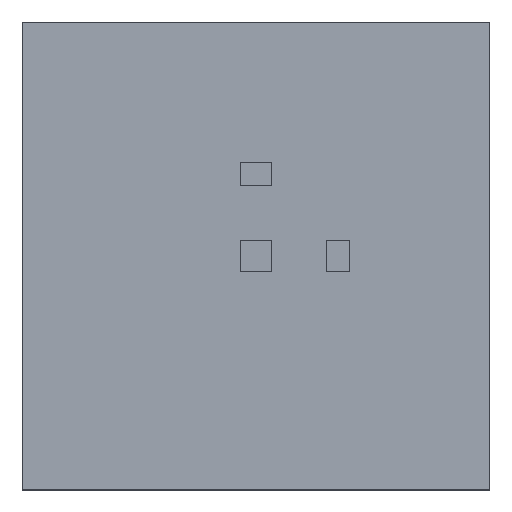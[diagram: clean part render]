
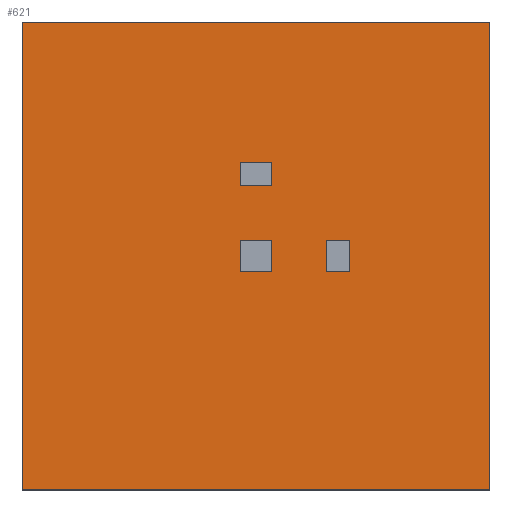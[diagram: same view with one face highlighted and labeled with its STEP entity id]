
A CAD part, top view. The second image highlights one B-rep face of the part: STEP entity #621.
In plain terms, the highlighted planar face has unit normal (0, 0, 1).
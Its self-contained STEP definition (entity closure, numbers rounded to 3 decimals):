
#1 = DIRECTION ( 'NONE',  ( -1., 0., 0. ) ) ;
#2 = EDGE_CURVE ( 'NONE', #523, #345, #182, .T. ) ;
#4 = LINE ( 'NONE', #59, #14 ) ;
#7 = DIRECTION ( 'NONE',  ( 0., 1., 0. ) ) ;
#14 = VECTOR ( 'NONE', #7, 1000. ) ;
#20 = ORIENTED_EDGE ( 'NONE', *, *, #71, .F. ) ;
#21 = CARTESIAN_POINT ( 'NONE',  ( -212.409, -152.19, 10. ) ) ;
#23 = LINE ( 'NONE', #431, #187 ) ;
#30 = DIRECTION ( 'NONE',  ( 1., 0., 0. ) ) ;
#31 = LINE ( 'NONE', #338, #306 ) ;
#33 = VECTOR ( 'NONE', #486, 1000. ) ;
#40 = ORIENTED_EDGE ( 'NONE', *, *, #298, .F. ) ;
#44 = EDGE_LOOP ( 'NONE', ( #527, #40, #20, #293 ) ) ;
#47 = LINE ( 'NONE', #247, #438 ) ;
#56 = CARTESIAN_POINT ( 'NONE',  ( -17.409, -12.19, 10. ) ) ;
#59 = CARTESIAN_POINT ( 'NONE',  ( 87.591, 147.81, 10. ) ) ;
#68 = ORIENTED_EDGE ( 'NONE', *, *, #200, .T. ) ;
#71 = EDGE_CURVE ( 'NONE', #580, #192, #307, .T. ) ;
#74 = ORIENTED_EDGE ( 'NONE', *, *, #2, .F. ) ;
#79 = DIRECTION ( 'NONE',  ( 0., -1., 0. ) ) ;
#83 = VECTOR ( 'NONE', #1, 1000. ) ;
#87 = CARTESIAN_POINT ( 'NONE',  ( -72.409, 57.81, 10. ) ) ;
#99 = CARTESIAN_POINT ( 'NONE',  ( -2.409, 7.81, 10. ) ) ;
#101 = DIRECTION ( 'NONE',  ( -1., 0., 0. ) ) ;
#107 = VECTOR ( 'NONE', #101, 1000. ) ;
#109 = VECTOR ( 'NONE', #482, 1000. ) ;
#116 = EDGE_CURVE ( 'NONE', #345, #522, #506, .T. ) ;
#118 = VECTOR ( 'NONE', #154, 1000. ) ;
#125 = VERTEX_POINT ( 'NONE', #87 ) ;
#127 = EDGE_CURVE ( 'NONE', #398, #624, #456, .T. ) ;
#128 = DIRECTION ( 'NONE',  ( 0., 0., 1. ) ) ;
#131 = VECTOR ( 'NONE', #336, 1000. ) ;
#132 = PLANE ( 'NONE',  #217 ) ;
#133 = LINE ( 'NONE', #276, #109 ) ;
#136 = DIRECTION ( 'NONE',  ( -1., 0., 0. ) ) ;
#142 = CARTESIAN_POINT ( 'NONE',  ( 87.591, -152.19, 10. ) ) ;
#143 = ORIENTED_EDGE ( 'NONE', *, *, #528, .T. ) ;
#145 = CARTESIAN_POINT ( 'NONE',  ( -72.409, 57.81, 10. ) ) ;
#147 = VERTEX_POINT ( 'NONE', #215 ) ;
#149 = LINE ( 'NONE', #659, #107 ) ;
#154 = DIRECTION ( 'NONE',  ( 0., 1., 0. ) ) ;
#180 = LINE ( 'NONE', #21, #623 ) ;
#182 = LINE ( 'NONE', #245, #183 ) ;
#183 = VECTOR ( 'NONE', #501, 1000. ) ;
#187 = VECTOR ( 'NONE', #533, 1000. ) ;
#192 = VERTEX_POINT ( 'NONE', #622 ) ;
#200 = EDGE_CURVE ( 'NONE', #370, #398, #4, .T. ) ;
#206 = CARTESIAN_POINT ( 'NONE',  ( -52.409, 7.81, 10. ) ) ;
#215 = CARTESIAN_POINT ( 'NONE',  ( -72.409, 42.81, 10. ) ) ;
#217 = AXIS2_PLACEMENT_3D ( 'NONE', #635, #128, #380 ) ;
#219 = VERTEX_POINT ( 'NONE', #315 ) ;
#227 = ORIENTED_EDGE ( 'NONE', *, *, #127, .T. ) ;
#228 = FACE_BOUND ( 'NONE', #44, .T. ) ;
#231 = CARTESIAN_POINT ( 'NONE',  ( -72.409, 42.81, 10. ) ) ;
#240 = DIRECTION ( 'NONE',  ( 0., 1., 0. ) ) ;
#245 = CARTESIAN_POINT ( 'NONE',  ( -17.409, -12.19, 10. ) ) ;
#247 = CARTESIAN_POINT ( 'NONE',  ( -72.409, 7.81, 10. ) ) ;
#265 = VERTEX_POINT ( 'NONE', #646 ) ;
#267 = ORIENTED_EDGE ( 'NONE', *, *, #323, .F. ) ;
#274 = ORIENTED_EDGE ( 'NONE', *, *, #406, .F. ) ;
#276 = CARTESIAN_POINT ( 'NONE',  ( -52.409, 7.81, 10. ) ) ;
#285 = ORIENTED_EDGE ( 'NONE', *, *, #116, .F. ) ;
#288 = CARTESIAN_POINT ( 'NONE',  ( -72.409, -12.19, 10. ) ) ;
#293 = ORIENTED_EDGE ( 'NONE', *, *, #566, .F. ) ;
#295 = LINE ( 'NONE', #500, #383 ) ;
#298 = EDGE_CURVE ( 'NONE', #192, #125, #381, .T. ) ;
#306 = VECTOR ( 'NONE', #396, 1000. ) ;
#307 = LINE ( 'NONE', #449, #337 ) ;
#315 = CARTESIAN_POINT ( 'NONE',  ( -52.409, -12.19, 10. ) ) ;
#320 = ORIENTED_EDGE ( 'NONE', *, *, #502, .F. ) ;
#323 = EDGE_CURVE ( 'NONE', #522, #265, #31, .T. ) ;
#330 = EDGE_LOOP ( 'NONE', ( #274, #267, #285, #74 ) ) ;
#336 = DIRECTION ( 'NONE',  ( 1., 0., 0. ) ) ;
#337 = VECTOR ( 'NONE', #240, 1000. ) ;
#338 = CARTESIAN_POINT ( 'NONE',  ( -17.409, 7.81, 10. ) ) ;
#342 = LINE ( 'NONE', #543, #33 ) ;
#345 = VERTEX_POINT ( 'NONE', #642 ) ;
#352 = CARTESIAN_POINT ( 'NONE',  ( -72.409, 7.81, 10. ) ) ;
#370 = VERTEX_POINT ( 'NONE', #142 ) ;
#371 = EDGE_CURVE ( 'NONE', #125, #147, #342, .T. ) ;
#377 = ORIENTED_EDGE ( 'NONE', *, *, #471, .F. ) ;
#380 = DIRECTION ( 'NONE',  ( 1., 0., 0. ) ) ;
#381 = LINE ( 'NONE', #145, #473 ) ;
#382 = EDGE_LOOP ( 'NONE', ( #377, #320, #386, #497 ) ) ;
#383 = VECTOR ( 'NONE', #656, 1000. ) ;
#384 = VECTOR ( 'NONE', #79, 1000. ) ;
#386 = ORIENTED_EDGE ( 'NONE', *, *, #415, .F. ) ;
#396 = DIRECTION ( 'NONE',  ( -1., 0., 0. ) ) ;
#398 = VERTEX_POINT ( 'NONE', #651 ) ;
#402 = DIRECTION ( 'NONE',  ( 0., -1., 0. ) ) ;
#406 = EDGE_CURVE ( 'NONE', #265, #523, #478, .T. ) ;
#415 = EDGE_CURVE ( 'NONE', #219, #483, #133, .T. ) ;
#420 = EDGE_CURVE ( 'NONE', #627, #219, #23, .T. ) ;
#426 = ORIENTED_EDGE ( 'NONE', *, *, #589, .T. ) ;
#431 = CARTESIAN_POINT ( 'NONE',  ( -72.409, -12.19, 10. ) ) ;
#434 = FACE_BOUND ( 'NONE', #330, .T. ) ;
#438 = VECTOR ( 'NONE', #402, 1000. ) ;
#439 = CARTESIAN_POINT ( 'NONE',  ( -212.409, 147.81, 10. ) ) ;
#444 = CARTESIAN_POINT ( 'NONE',  ( -52.409, 42.81, 10. ) ) ;
#449 = CARTESIAN_POINT ( 'NONE',  ( -52.409, 57.81, 10. ) ) ;
#456 = LINE ( 'NONE', #540, #83 ) ;
#471 = EDGE_CURVE ( 'NONE', #475, #627, #47, .T. ) ;
#473 = VECTOR ( 'NONE', #136, 1000. ) ;
#475 = VERTEX_POINT ( 'NONE', #352 ) ;
#477 = VERTEX_POINT ( 'NONE', #557 ) ;
#478 = LINE ( 'NONE', #530, #384 ) ;
#482 = DIRECTION ( 'NONE',  ( 0., 1., 0. ) ) ;
#483 = VERTEX_POINT ( 'NONE', #206 ) ;
#486 = DIRECTION ( 'NONE',  ( 0., -1., 0. ) ) ;
#490 = EDGE_LOOP ( 'NONE', ( #143, #426, #68, #227 ) ) ;
#497 = ORIENTED_EDGE ( 'NONE', *, *, #420, .F. ) ;
#500 = CARTESIAN_POINT ( 'NONE',  ( -212.409, 147.81, 10. ) ) ;
#501 = DIRECTION ( 'NONE',  ( 1., 0., 0. ) ) ;
#502 = EDGE_CURVE ( 'NONE', #483, #475, #149, .T. ) ;
#506 = LINE ( 'NONE', #610, #118 ) ;
#522 = VERTEX_POINT ( 'NONE', #99 ) ;
#523 = VERTEX_POINT ( 'NONE', #56 ) ;
#527 = ORIENTED_EDGE ( 'NONE', *, *, #371, .F. ) ;
#528 = EDGE_CURVE ( 'NONE', #624, #477, #295, .T. ) ;
#530 = CARTESIAN_POINT ( 'NONE',  ( -17.409, 7.81, 10. ) ) ;
#533 = DIRECTION ( 'NONE',  ( 1., 0., 0. ) ) ;
#540 = CARTESIAN_POINT ( 'NONE',  ( -212.409, 147.81, 10. ) ) ;
#542 = LINE ( 'NONE', #231, #131 ) ;
#543 = CARTESIAN_POINT ( 'NONE',  ( -72.409, 57.81, 10. ) ) ;
#557 = CARTESIAN_POINT ( 'NONE',  ( -212.409, -152.19, 10. ) ) ;
#566 = EDGE_CURVE ( 'NONE', #147, #580, #542, .T. ) ;
#580 = VERTEX_POINT ( 'NONE', #444 ) ;
#581 = FACE_BOUND ( 'NONE', #382, .T. ) ;
#589 = EDGE_CURVE ( 'NONE', #477, #370, #180, .T. ) ;
#610 = CARTESIAN_POINT ( 'NONE',  ( -2.409, 7.81, 10. ) ) ;
#621 = ADVANCED_FACE ( 'NONE', ( #228, #434, #581, #641 ), #132, .T. ) ;
#622 = CARTESIAN_POINT ( 'NONE',  ( -52.409, 57.81, 10. ) ) ;
#623 = VECTOR ( 'NONE', #30, 1000. ) ;
#624 = VERTEX_POINT ( 'NONE', #439 ) ;
#627 = VERTEX_POINT ( 'NONE', #288 ) ;
#635 = CARTESIAN_POINT ( 'NONE',  ( 0., 0., 10. ) ) ;
#641 = FACE_OUTER_BOUND ( 'NONE', #490, .T. ) ;
#642 = CARTESIAN_POINT ( 'NONE',  ( -2.409, -12.19, 10. ) ) ;
#646 = CARTESIAN_POINT ( 'NONE',  ( -17.409, 7.81, 10. ) ) ;
#651 = CARTESIAN_POINT ( 'NONE',  ( 87.591, 147.81, 10. ) ) ;
#656 = DIRECTION ( 'NONE',  ( 0., -1., 0. ) ) ;
#659 = CARTESIAN_POINT ( 'NONE',  ( -72.409, 7.81, 10. ) ) ;
